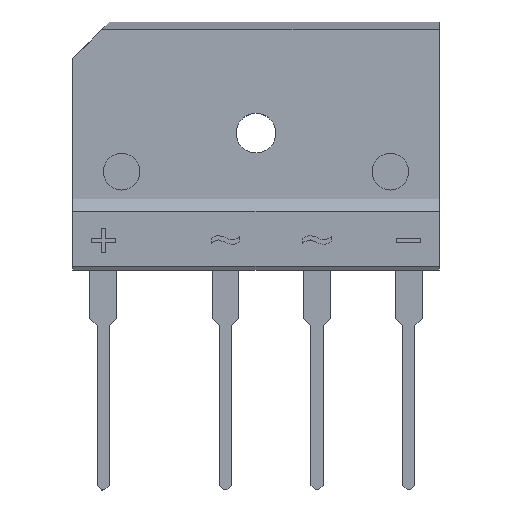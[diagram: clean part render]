
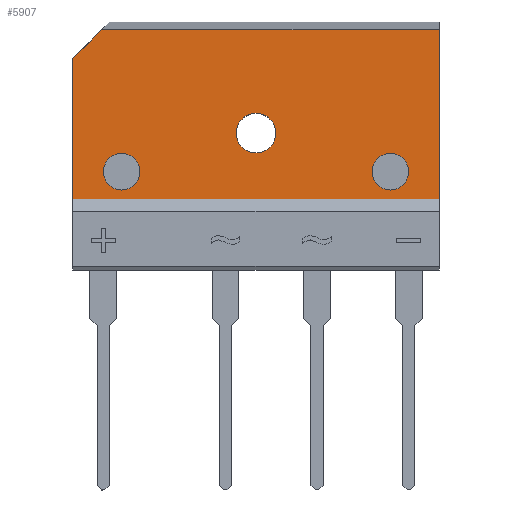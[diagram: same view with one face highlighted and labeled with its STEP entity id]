
A CAD part, top view. The second image highlights one B-rep face of the part: STEP entity #5907.
In plain terms, the highlighted planar face has unit normal (0, 0, 1).
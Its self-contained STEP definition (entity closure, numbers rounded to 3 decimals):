
#45 = DIRECTION ( 'NONE',  ( 1., 0., 0. ) ) ;
#54 = CARTESIAN_POINT ( 'NONE',  ( 9.5, 12.592, 1.3 ) ) ;
#104 = DIRECTION ( 'NONE',  ( 1., 0., 0. ) ) ;
#156 = CARTESIAN_POINT ( 'NONE',  ( -15., 21.85, 1.3 ) ) ;
#178 = VECTOR ( 'NONE', #1639, 1000. ) ;
#228 = ORIENTED_EDGE ( 'NONE', *, *, #2603, .T. ) ;
#261 = DIRECTION ( 'NONE',  ( 0., 1., 0. ) ) ;
#281 = DIRECTION ( 'NONE',  ( 1., 0., 0. ) ) ;
#351 = VERTEX_POINT ( 'NONE', #2669 ) ;
#421 = DIRECTION ( 'NONE',  ( -1., 0., 0. ) ) ;
#457 = CIRCLE ( 'NONE', #3109, 1.5 ) ;
#480 = CARTESIAN_POINT ( 'NONE',  ( -9.5, 12.592, 1.3 ) ) ;
#526 = FACE_BOUND ( 'NONE', #1432, .T. ) ;
#705 = CARTESIAN_POINT ( 'NONE',  ( -15., 10.35, 1.3 ) ) ;
#813 = ORIENTED_EDGE ( 'NONE', *, *, #2398, .T. ) ;
#959 = EDGE_CURVE ( 'NONE', #3115, #2213, #1059, .T. ) ;
#1017 = CIRCLE ( 'NONE', #3668, 1.5 ) ;
#1018 = DIRECTION ( 'NONE',  ( -1., 0., 0. ) ) ;
#1059 = LINE ( 'NONE', #1203, #178 ) ;
#1203 = CARTESIAN_POINT ( 'NONE',  ( 15., 24.215, 1.3 ) ) ;
#1271 = EDGE_LOOP ( 'NONE', ( #1954, #1439 ) ) ;
#1432 = EDGE_LOOP ( 'NONE', ( #2137, #5361 ) ) ;
#1439 = ORIENTED_EDGE ( 'NONE', *, *, #5992, .F. ) ;
#1458 = CIRCLE ( 'NONE', #2341, 1.625 ) ;
#1468 = DIRECTION ( 'NONE',  ( -1., 0., 0. ) ) ;
#1515 = CARTESIAN_POINT ( 'NONE',  ( -1.625, 15.75, 1.3 ) ) ;
#1627 = FACE_BOUND ( 'NONE', #3919, .T. ) ;
#1639 = DIRECTION ( 'NONE',  ( 0., -1., 0. ) ) ;
#1687 = CARTESIAN_POINT ( 'NONE',  ( -11., 12.592, 1.3 ) ) ;
#1702 = DIRECTION ( 'NONE',  ( 0., -1., 0. ) ) ;
#1770 = VERTEX_POINT ( 'NONE', #4225 ) ;
#1840 = FACE_BOUND ( 'NONE', #1271, .T. ) ;
#1850 = CARTESIAN_POINT ( 'NONE',  ( 1.183, 38.033, 1.3 ) ) ;
#1881 = EDGE_CURVE ( 'NONE', #4578, #351, #1458, .T. ) ;
#1895 = DIRECTION ( 'NONE',  ( 0., 0., 1. ) ) ;
#1954 = ORIENTED_EDGE ( 'NONE', *, *, #3447, .F. ) ;
#2117 = DIRECTION ( 'NONE',  ( 0., 0., -1. ) ) ;
#2133 = EDGE_CURVE ( 'NONE', #2673, #4012, #2411, .T. ) ;
#2137 = ORIENTED_EDGE ( 'NONE', *, *, #2133, .F. ) ;
#2156 = DIRECTION ( 'NONE',  ( 0., 0., 1. ) ) ;
#2177 = VERTEX_POINT ( 'NONE', #2415 ) ;
#2213 = VERTEX_POINT ( 'NONE', #5194 ) ;
#2256 = DIRECTION ( 'NONE',  ( 0., 0., 1. ) ) ;
#2337 = DIRECTION ( 'NONE',  ( 0., 0., 1. ) ) ;
#2341 = AXIS2_PLACEMENT_3D ( 'NONE', #5116, #2337, #45 ) ;
#2380 = LINE ( 'NONE', #5513, #2444 ) ;
#2398 = EDGE_CURVE ( 'NONE', #1770, #5133, #3140, .T. ) ;
#2411 = CIRCLE ( 'NONE', #5544, 1.5 ) ;
#2415 = CARTESIAN_POINT ( 'NONE',  ( 12.5, 12.592, 1.3 ) ) ;
#2444 = VECTOR ( 'NONE', #1018, 1000. ) ;
#2465 = ORIENTED_EDGE ( 'NONE', *, *, #5657, .F. ) ;
#2553 = CARTESIAN_POINT ( 'NONE',  ( 15., 24.215, 1.3 ) ) ;
#2603 = EDGE_CURVE ( 'NONE', #3115, #1770, #3439, .T. ) ;
#2616 = CARTESIAN_POINT ( 'NONE',  ( -11., 12.592, 1.3 ) ) ;
#2638 = DIRECTION ( 'NONE',  ( 0., 0., 1. ) ) ;
#2669 = CARTESIAN_POINT ( 'NONE',  ( 1.625, 15.75, 1.3 ) ) ;
#2673 = VERTEX_POINT ( 'NONE', #480 ) ;
#2701 = CARTESIAN_POINT ( 'NONE',  ( 11., 12.592, 1.3 ) ) ;
#2833 = VECTOR ( 'NONE', #6009, 1000. ) ;
#3034 = PLANE ( 'NONE',  #4989 ) ;
#3109 = AXIS2_PLACEMENT_3D ( 'NONE', #2701, #2638, #4940 ) ;
#3115 = VERTEX_POINT ( 'NONE', #4211 ) ;
#3140 = LINE ( 'NONE', #1850, #2833 ) ;
#3212 = ORIENTED_EDGE ( 'NONE', *, *, #1881, .F. ) ;
#3261 = DIRECTION ( 'NONE',  ( 1., 0., 0. ) ) ;
#3313 = CARTESIAN_POINT ( 'NONE',  ( 15., 24.215, 1.3 ) ) ;
#3439 = LINE ( 'NONE', #3313, #5892 ) ;
#3447 = EDGE_CURVE ( 'NONE', #2177, #5690, #5235, .T. ) ;
#3645 = CARTESIAN_POINT ( 'NONE',  ( 11., 12.592, 1.3 ) ) ;
#3668 = AXIS2_PLACEMENT_3D ( 'NONE', #1687, #2156, #281 ) ;
#3806 = CARTESIAN_POINT ( 'NONE',  ( 0., 15.75, 1.3 ) ) ;
#3919 = EDGE_LOOP ( 'NONE', ( #5145, #3212 ) ) ;
#4012 = VERTEX_POINT ( 'NONE', #4178 ) ;
#4068 = ORIENTED_EDGE ( 'NONE', *, *, #959, .F. ) ;
#4074 = CARTESIAN_POINT ( 'NONE',  ( -15., 24.215, 1.3 ) ) ;
#4123 = VECTOR ( 'NONE', #1702, 1000. ) ;
#4155 = FACE_OUTER_BOUND ( 'NONE', #4452, .T. ) ;
#4178 = CARTESIAN_POINT ( 'NONE',  ( -12.5, 12.592, 1.3 ) ) ;
#4211 = CARTESIAN_POINT ( 'NONE',  ( 15., 24.215, 1.3 ) ) ;
#4215 = EDGE_CURVE ( 'NONE', #351, #4578, #4361, .T. ) ;
#4225 = CARTESIAN_POINT ( 'NONE',  ( -12.635, 24.215, 1.3 ) ) ;
#4266 = VERTEX_POINT ( 'NONE', #705 ) ;
#4361 = CIRCLE ( 'NONE', #5023, 1.625 ) ;
#4438 = EDGE_CURVE ( 'NONE', #4012, #2673, #1017, .T. ) ;
#4452 = EDGE_LOOP ( 'NONE', ( #228, #813, #5039, #2465, #4068 ) ) ;
#4578 = VERTEX_POINT ( 'NONE', #1515 ) ;
#4625 = LINE ( 'NONE', #4074, #4123 ) ;
#4940 = DIRECTION ( 'NONE',  ( -1., 0., 0. ) ) ;
#4989 = AXIS2_PLACEMENT_3D ( 'NONE', #2553, #2117, #261 ) ;
#4995 = AXIS2_PLACEMENT_3D ( 'NONE', #3645, #2256, #421 ) ;
#5023 = AXIS2_PLACEMENT_3D ( 'NONE', #3806, #5641, #104 ) ;
#5039 = ORIENTED_EDGE ( 'NONE', *, *, #5555, .T. ) ;
#5116 = CARTESIAN_POINT ( 'NONE',  ( 0., 15.75, 1.3 ) ) ;
#5133 = VERTEX_POINT ( 'NONE', #156 ) ;
#5145 = ORIENTED_EDGE ( 'NONE', *, *, #4215, .F. ) ;
#5194 = CARTESIAN_POINT ( 'NONE',  ( 15., 10.35, 1.3 ) ) ;
#5235 = CIRCLE ( 'NONE', #4995, 1.5 ) ;
#5361 = ORIENTED_EDGE ( 'NONE', *, *, #4438, .F. ) ;
#5513 = CARTESIAN_POINT ( 'NONE',  ( 15., 10.35, 1.3 ) ) ;
#5544 = AXIS2_PLACEMENT_3D ( 'NONE', #2616, #1895, #3261 ) ;
#5555 = EDGE_CURVE ( 'NONE', #5133, #4266, #4625, .T. ) ;
#5641 = DIRECTION ( 'NONE',  ( 0., 0., 1. ) ) ;
#5657 = EDGE_CURVE ( 'NONE', #2213, #4266, #2380, .T. ) ;
#5690 = VERTEX_POINT ( 'NONE', #54 ) ;
#5892 = VECTOR ( 'NONE', #1468, 1000. ) ;
#5907 = ADVANCED_FACE ( 'NONE', ( #526, #1840, #1627, #4155 ), #3034, .F. ) ;
#5992 = EDGE_CURVE ( 'NONE', #5690, #2177, #457, .T. ) ;
#6009 = DIRECTION ( 'NONE',  ( -0.707, -0.707, 0. ) ) ;
